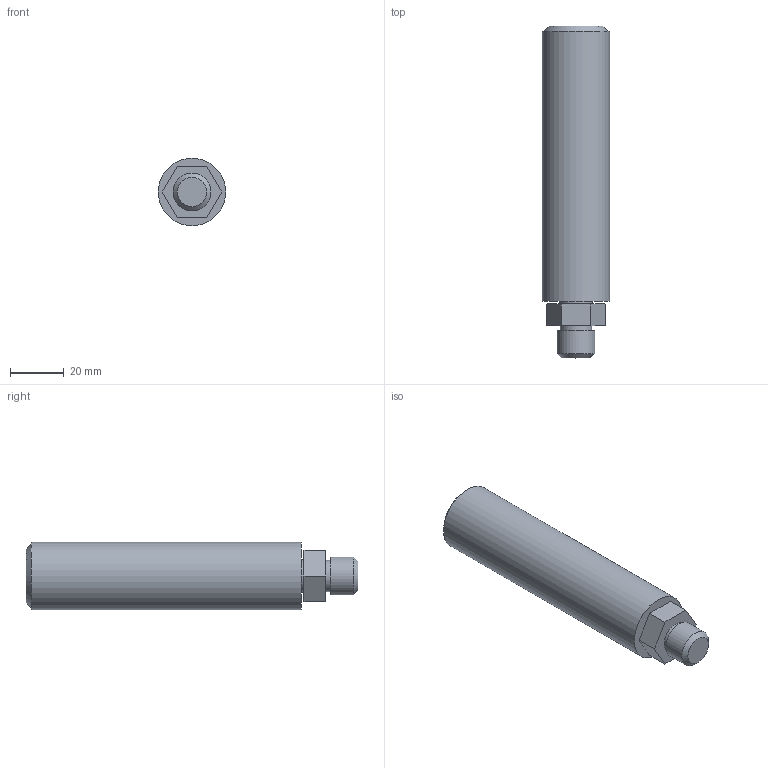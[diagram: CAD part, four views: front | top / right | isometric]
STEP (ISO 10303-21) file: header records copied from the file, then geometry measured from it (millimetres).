
FILE_DESCRIPTION (( 'STEP AP203' ), '1' );
FILE_NAME ('250701 STEP 3-400231-00_8341.STEP', '2025-07-01T12:50:48', ( '' ), ( '' ), 'SwSTEP 2.0', 'SolidWorks 2024', '' );
FILE_SCHEMA (( 'CONFIG_CONTROL_DESIGN' ));
Length unit declared in the file: millimetre
Products named in the file (1): 250701 STEP 3-400231-00_8341
Bounding box: 25 x 123 x 25 mm (x, y, z)
Volume: 54162.7 mm3; surface area: 10421 mm2
Topology: 1 solids, 1 shells, 19 faces, 37 edges, 25 vertices
Faces by surface type: plane 13, cylinder 4, cone 2
Full cylindrical faces by diameter (mm): 11.6 x1, 12 x1, 14 x1, 25 x1
Entity records: 519 total; most frequent: DIRECTION 80, CARTESIAN_POINT 72, ORIENTED_EDGE 58, AXIS2_PLACEMENT_3D 31, EDGE_LOOP 30, EDGE_CURVE 29, VERTEX_POINT 23, FACE_OUTER_BOUND 23
